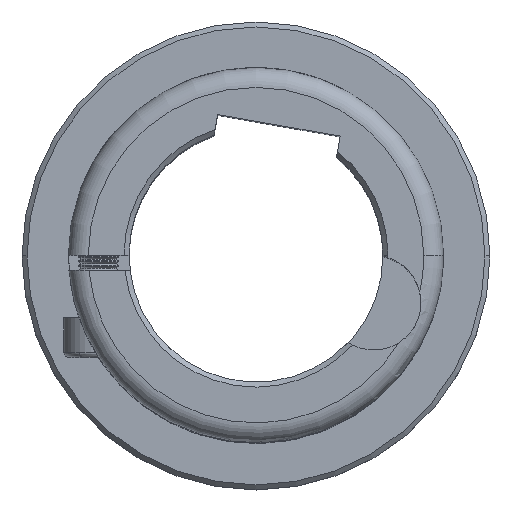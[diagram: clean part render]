
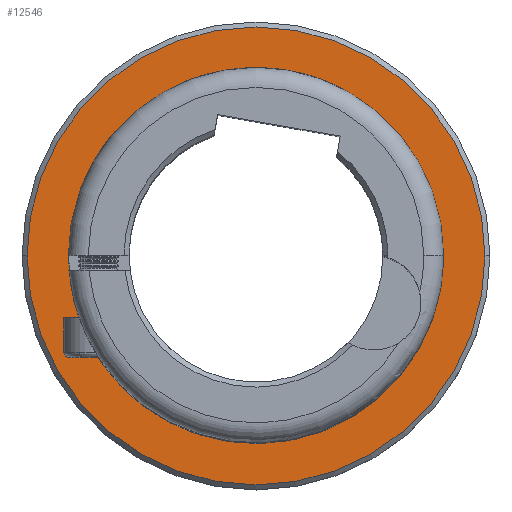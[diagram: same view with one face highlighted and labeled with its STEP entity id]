
A CAD part, top view. The second image highlights one B-rep face of the part: STEP entity #12546.
In plain terms, the highlighted planar face has unit normal (0, 0, 1).
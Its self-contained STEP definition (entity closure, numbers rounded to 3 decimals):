
#176 = FACE_OUTER_BOUND ( 'NONE', #3042, .T. ) ;
#182 = CIRCLE ( 'NONE', #19850, 18.85 ) ;
#1759 = AXIS2_PLACEMENT_3D ( 'NONE', #6644, #10916, #18724 ) ;
#1920 = CIRCLE ( 'NONE', #24417, 23. ) ;
#3042 = EDGE_LOOP ( 'NONE', ( #6891, #3611 ) ) ;
#3114 = AXIS2_PLACEMENT_3D ( 'NONE', #17647, #13515, #3950 ) ;
#3510 = DIRECTION ( 'NONE',  ( -1., 0., 0. ) ) ;
#3611 = ORIENTED_EDGE ( 'NONE', *, *, #11891, .T. ) ;
#3950 = DIRECTION ( 'NONE',  ( 0., -1., 0. ) ) ;
#4587 = CARTESIAN_POINT ( 'NONE',  ( 13.734, 24.294, -20.033 ) ) ;
#5826 = FACE_BOUND ( 'NONE', #10498, .T. ) ;
#6139 = ORIENTED_EDGE ( 'NONE', *, *, #22017, .F. ) ;
#6644 = CARTESIAN_POINT ( 'NONE',  ( -9.266, 24.294, -20.033 ) ) ;
#6891 = ORIENTED_EDGE ( 'NONE', *, *, #12008, .T. ) ;
#7130 = CIRCLE ( 'NONE', #23604, 23. ) ;
#8701 = DIRECTION ( 'NONE',  ( -1., 0., 0. ) ) ;
#10437 = ORIENTED_EDGE ( 'NONE', *, *, #18753, .F. ) ;
#10498 = EDGE_LOOP ( 'NONE', ( #6139, #10437 ) ) ;
#10531 = CARTESIAN_POINT ( 'NONE',  ( -28.116, 24.294, -20.033 ) ) ;
#10916 = DIRECTION ( 'NONE',  ( 0., 0., 1. ) ) ;
#11725 = CARTESIAN_POINT ( 'NONE',  ( 9.584, 24.294, -20.033 ) ) ;
#11891 = EDGE_CURVE ( 'NONE', #23228, #14793, #1920, .T. ) ;
#12008 = EDGE_CURVE ( 'NONE', #14793, #23228, #7130, .T. ) ;
#12546 = ADVANCED_FACE ( 'NONE', ( #5826, #176 ), #21422, .F. ) ;
#13515 = DIRECTION ( 'NONE',  ( 0., 0., -1. ) ) ;
#13568 = DIRECTION ( 'NONE',  ( 0., 0., 1. ) ) ;
#14113 = DIRECTION ( 'NONE',  ( 0., 0., 1. ) ) ;
#14574 = DIRECTION ( 'NONE',  ( 1., 0., 0. ) ) ;
#14793 = VERTEX_POINT ( 'NONE', #20025 ) ;
#16385 = CARTESIAN_POINT ( 'NONE',  ( -9.266, 24.294, -20.033 ) ) ;
#17647 = CARTESIAN_POINT ( 'NONE',  ( -9.266, 24.294, -20.033 ) ) ;
#18461 = DIRECTION ( 'NONE',  ( 0., 0., 1. ) ) ;
#18715 = CARTESIAN_POINT ( 'NONE',  ( -9.266, 24.294, -20.033 ) ) ;
#18724 = DIRECTION ( 'NONE',  ( 1., 0., 0. ) ) ;
#18753 = EDGE_CURVE ( 'NONE', #24401, #23143, #182, .T. ) ;
#19432 = CIRCLE ( 'NONE', #1759, 18.85 ) ;
#19850 = AXIS2_PLACEMENT_3D ( 'NONE', #18715, #18461, #14574 ) ;
#20025 = CARTESIAN_POINT ( 'NONE',  ( -32.266, 24.294, -20.033 ) ) ;
#21422 = PLANE ( 'NONE',  #3114 ) ;
#22017 = EDGE_CURVE ( 'NONE', #23143, #24401, #19432, .T. ) ;
#23143 = VERTEX_POINT ( 'NONE', #10531 ) ;
#23228 = VERTEX_POINT ( 'NONE', #4587 ) ;
#23604 = AXIS2_PLACEMENT_3D ( 'NONE', #24772, #13568, #3510 ) ;
#24401 = VERTEX_POINT ( 'NONE', #11725 ) ;
#24417 = AXIS2_PLACEMENT_3D ( 'NONE', #16385, #14113, #8701 ) ;
#24772 = CARTESIAN_POINT ( 'NONE',  ( -9.266, 24.294, -20.033 ) ) ;
